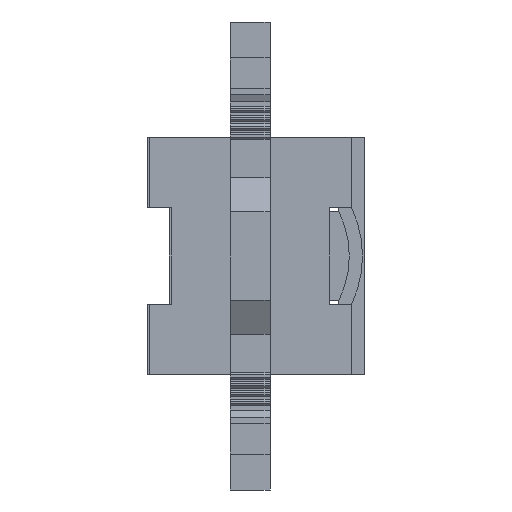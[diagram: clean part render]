
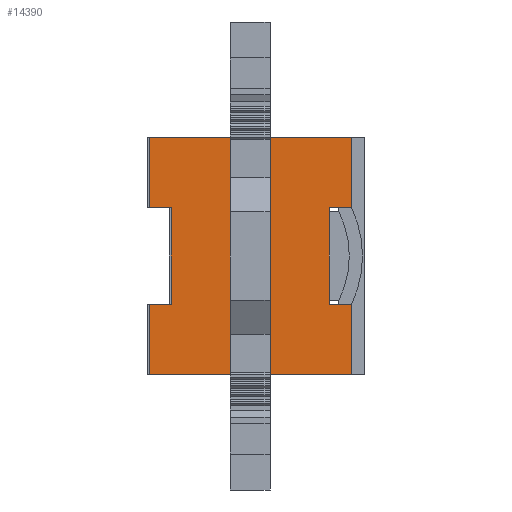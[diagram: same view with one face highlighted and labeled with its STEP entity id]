
A CAD part, front view. The second image highlights one B-rep face of the part: STEP entity #14390.
In plain terms, the highlighted planar face has unit normal (0, -1, 0).
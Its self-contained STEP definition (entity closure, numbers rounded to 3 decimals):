
#720=CARTESIAN_POINT('',(321.552,194.039,0.));
#730=VERTEX_POINT('',#720);
#760=CARTESIAN_POINT('',(319.552,194.039,0.));
#770=DIRECTION('',(-1.,0.,0.));
#780=VECTOR('',#770,1.);
#790=LINE('',#760,#780);
#800=CARTESIAN_POINT('',(298.552,194.039,0.));
#810=VERTEX_POINT('',#800);
#820=EDGE_CURVE('',#730,#810,#790,.T.);
#2780=CARTESIAN_POINT('',(298.552,194.039,-27.));
#2790=VERTEX_POINT('',#2780);
#2820=CARTESIAN_POINT('',(319.552,194.039,-27.));
#2830=DIRECTION('',(-1.,0.,0.));
#2840=VECTOR('',#2830,1.);
#2850=LINE('',#2820,#2840);
#2860=CARTESIAN_POINT('',(321.552,194.039,-27.));
#2870=VERTEX_POINT('',#2860);
#2880=EDGE_CURVE('',#2870,#2790,#2850,.T.);
#11980=CARTESIAN_POINT('',(321.552,194.039,0.));
#11990=DIRECTION('',(0.,0.,1.));
#12000=VECTOR('',#11990,1.);
#12010=LINE('',#11980,#12000);
#12020=CARTESIAN_POINT('',(321.552,194.039,-8.));
#12030=VERTEX_POINT('',#12020);
#12040=EDGE_CURVE('',#12030,#730,#12010,.T.);
#12860=CARTESIAN_POINT('',(300.552,194.039,0.));
#12870=DIRECTION('',(-0.,-1.,-0.));
#12880=DIRECTION('',(-1.,0.,0.));
#12890=AXIS2_PLACEMENT_3D('',#12860,#12870,#12880);
#12900=PLANE('',#12890);
#12910=CARTESIAN_POINT('',(310.052,194.039,-13.5));
#12920=DIRECTION('',(0.,-1.,0.));
#12930=DIRECTION('',(1.,0.,0.));
#12940=AXIS2_PLACEMENT_3D('',#12910,#12920,#12930);
#12950=CIRCLE('',#12940,1.85);
#12960=CARTESIAN_POINT('',(311.902,194.039,-13.5));
#12970=VERTEX_POINT('',#12960);
#12980=CARTESIAN_POINT('',(308.202,194.039,-13.5));
#12990=VERTEX_POINT('',#12980);
#13000=EDGE_CURVE('',#12970,#12990,#12950,.T.);
#13010=ORIENTED_EDGE('',*,*,#13000,.F.);
#13020=EDGE_CURVE('',#12990,#12970,#12950,.T.);
#13030=ORIENTED_EDGE('',*,*,#13020,.F.);
#13040=EDGE_LOOP('',(#13030,#13010));
#13050=FACE_BOUND('',#13040,.T.);
#13060=CARTESIAN_POINT('',(0.,194.039,-8.));
#13070=DIRECTION('',(1.,0.,0.));
#13080=VECTOR('',#13070,1.);
#13090=LINE('',#13060,#13080);
#13100=CARTESIAN_POINT('',(319.052,194.039,-8.));
#13110=VERTEX_POINT('',#13100);
#13120=EDGE_CURVE('',#13110,#12030,#13090,.T.);
#13130=ORIENTED_EDGE('',*,*,#13120,.T.);
#13140=CARTESIAN_POINT('',(319.052,194.039,0.));
#13150=DIRECTION('',(0.,0.,-1.));
#13160=VECTOR('',#13150,1.);
#13170=LINE('',#13140,#13160);
#13180=CARTESIAN_POINT('',(319.052,194.039,-19.));
#13190=VERTEX_POINT('',#13180);
#13200=EDGE_CURVE('',#13110,#13190,#13170,.T.);
#13210=ORIENTED_EDGE('',*,*,#13200,.F.);
#13220=CARTESIAN_POINT('',(0.,194.039,-19.));
#13230=DIRECTION('',(-1.,0.,0.));
#13240=VECTOR('',#13230,1.);
#13250=LINE('',#13220,#13240);
#13260=CARTESIAN_POINT('',(321.552,194.039,-19.));
#13270=VERTEX_POINT('',#13260);
#13280=EDGE_CURVE('',#13270,#13190,#13250,.T.);
#13290=ORIENTED_EDGE('',*,*,#13280,.T.);
#13300=CARTESIAN_POINT('',(321.552,194.039,0.));
#13310=DIRECTION('',(0.,0.,1.));
#13320=VECTOR('',#13310,1.);
#13330=LINE('',#13300,#13320);
#13340=EDGE_CURVE('',#2870,#13270,#13330,.T.);
#13350=ORIENTED_EDGE('',*,*,#13340,.T.);
#13360=ORIENTED_EDGE('',*,*,#2880,.F.);
#13370=CARTESIAN_POINT('',(298.552,194.039,0.));
#13380=DIRECTION('',(0.,0.,1.));
#13390=VECTOR('',#13380,1.);
#13400=LINE('',#13370,#13390);
#13410=CARTESIAN_POINT('',(298.552,194.039,-19.));
#13420=VERTEX_POINT('',#13410);
#13430=EDGE_CURVE('',#2790,#13420,#13400,.T.);
#13440=ORIENTED_EDGE('',*,*,#13430,.F.);
#13450=CARTESIAN_POINT('',(0.,194.039,-19.));
#13460=DIRECTION('',(-1.,0.,0.));
#13470=VECTOR('',#13460,1.);
#13480=LINE('',#13450,#13470);
#13490=CARTESIAN_POINT('',(301.052,194.039,-19.));
#13500=VERTEX_POINT('',#13490);
#13510=EDGE_CURVE('',#13500,#13420,#13480,.T.);
#13520=ORIENTED_EDGE('',*,*,#13510,.T.);
#13530=CARTESIAN_POINT('',(301.052,194.039,0.));
#13540=DIRECTION('',(0.,0.,1.));
#13550=VECTOR('',#13540,1.);
#13560=LINE('',#13530,#13550);
#13570=CARTESIAN_POINT('',(301.052,194.039,-8.));
#13580=VERTEX_POINT('',#13570);
#13590=EDGE_CURVE('',#13500,#13580,#13560,.T.);
#13600=ORIENTED_EDGE('',*,*,#13590,.F.);
#13610=CARTESIAN_POINT('',(0.,194.039,-8.));
#13620=DIRECTION('',(1.,0.,0.));
#13630=VECTOR('',#13620,1.);
#13640=LINE('',#13610,#13630);
#13650=CARTESIAN_POINT('',(298.552,194.039,-8.));
#13660=VERTEX_POINT('',#13650);
#13670=EDGE_CURVE('',#13660,#13580,#13640,.T.);
#13680=ORIENTED_EDGE('',*,*,#13670,.T.);
#13690=CARTESIAN_POINT('',(298.552,194.039,0.));
#13700=DIRECTION('',(0.,0.,1.));
#13710=VECTOR('',#13700,1.);
#13720=LINE('',#13690,#13710);
#13730=EDGE_CURVE('',#13660,#810,#13720,.T.);
#13740=ORIENTED_EDGE('',*,*,#13730,.F.);
#13750=ORIENTED_EDGE('',*,*,#820,.T.);
#13760=ORIENTED_EDGE('',*,*,#12040,.T.);
#13770=EDGE_LOOP('',(#13760,#13750,#13740,#13680,#13600,#13520,#13440,
#13360,#13350,#13290,#13210,#13130));
#13780=FACE_OUTER_BOUND('',#13770,.T.);
#13790=CARTESIAN_POINT('',(312.302,194.039,0.));
#13800=DIRECTION('',(0.,0.,1.));
#13810=VECTOR('',#13800,1.);
#13820=LINE('',#13790,#13810);
#13830=CARTESIAN_POINT('',(312.302,194.039,-18.25));
#13840=VERTEX_POINT('',#13830);
#13850=CARTESIAN_POINT('',(312.302,194.039,-15.454));
#13860=VERTEX_POINT('',#13850);
#13870=EDGE_CURVE('',#13840,#13860,#13820,.T.);
#13880=ORIENTED_EDGE('',*,*,#13870,.F.);
#13890=CARTESIAN_POINT('',(0.,194.039,-15.454));
#13900=DIRECTION('',(-1.,0.,0.));
#13910=VECTOR('',#13900,1.);
#13920=LINE('',#13890,#13910);
#13930=CARTESIAN_POINT('',(307.802,194.039,-15.454));
#13940=VERTEX_POINT('',#13930);
#13950=EDGE_CURVE('',#13860,#13940,#13920,.T.);
#13960=ORIENTED_EDGE('',*,*,#13950,.F.);
#13970=CARTESIAN_POINT('',(307.802,194.039,0.));
#13980=DIRECTION('',(0.,0.,1.));
#13990=VECTOR('',#13980,1.);
#14000=LINE('',#13970,#13990);
#14010=CARTESIAN_POINT('',(307.802,194.039,-18.25));
#14020=VERTEX_POINT('',#14010);
#14030=EDGE_CURVE('',#14020,#13940,#14000,.T.);
#14040=ORIENTED_EDGE('',*,*,#14030,.T.);
#14050=CARTESIAN_POINT('',(0.,194.039,-18.25));
#14060=DIRECTION('',(1.,0.,0.));
#14070=VECTOR('',#14060,1.);
#14080=LINE('',#14050,#14070);
#14090=EDGE_CURVE('',#14020,#13840,#14080,.T.);
#14100=ORIENTED_EDGE('',*,*,#14090,.F.);
#14110=EDGE_LOOP('',(#14100,#14040,#13960,#13880));
#14120=FACE_BOUND('',#14110,.T.);
#14130=CARTESIAN_POINT('',(312.302,194.039,-11.546));
#14140=VERTEX_POINT('',#14130);
#14150=CARTESIAN_POINT('',(312.302,194.039,-8.75
));
#14160=VERTEX_POINT('',#14150);
#14170=EDGE_CURVE('',#14140,#14160,#13820,.T.);
#14180=ORIENTED_EDGE('',*,*,#14170,.F.);
#14190=CARTESIAN_POINT('',(0.,194.039,-8.75));
#14200=DIRECTION('',(-1.,0.,0.));
#14210=VECTOR('',#14200,1.);
#14220=LINE('',#14190,#14210);
#14230=CARTESIAN_POINT('',(307.802,194.039,-8.75
));
#14240=VERTEX_POINT('',#14230);
#14250=EDGE_CURVE('',#14160,#14240,#14220,.T.);
#14260=ORIENTED_EDGE('',*,*,#14250,.F.);
#14270=CARTESIAN_POINT('',(307.802,194.039,-11.546));
#14280=VERTEX_POINT('',#14270);
#14290=EDGE_CURVE('',#14280,#14240,#14000,.T.);
#14300=ORIENTED_EDGE('',*,*,#14290,.T.);
#14310=CARTESIAN_POINT('',(0.,194.039,-11.546));
#14320=DIRECTION('',(1.,0.,0.));
#14330=VECTOR('',#14320,1.);
#14340=LINE('',#14310,#14330);
#14350=EDGE_CURVE('',#14280,#14140,#14340,.T.);
#14360=ORIENTED_EDGE('',*,*,#14350,.F.);
#14370=EDGE_LOOP('',(#14360,#14300,#14260,#14180));
#14380=FACE_BOUND('',#14370,.T.);
#14390=ADVANCED_FACE('',(#13050,#13780,#14120,#14380),#12900,.T.);
